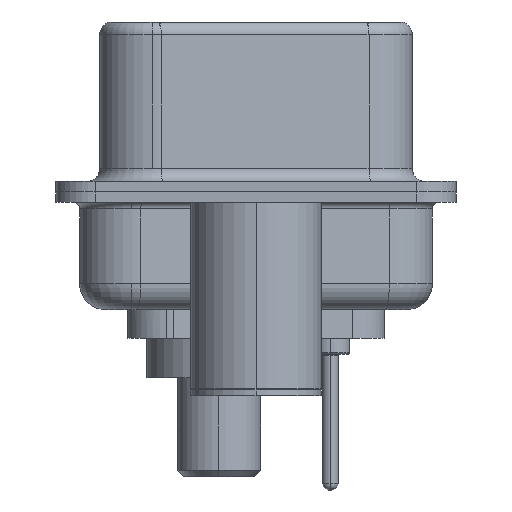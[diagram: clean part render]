
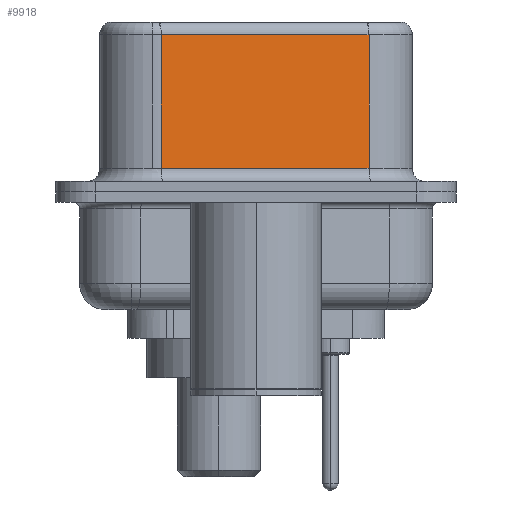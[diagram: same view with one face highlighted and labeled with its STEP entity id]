
A CAD part, left-side view. The second image highlights one B-rep face of the part: STEP entity #9918.
In plain terms, the highlighted planar face has unit normal (-0.985, -0.174, 0).
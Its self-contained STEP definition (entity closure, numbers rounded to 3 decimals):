
#383 = VERTEX_POINT ( 'NONE', #19754 ) ;
#1210 = DIRECTION ( 'NONE',  ( 0.985, 0.174, 0. ) ) ;
#1599 = VERTEX_POINT ( 'NONE', #21794 ) ;
#1876 = LINE ( 'NONE', #7753, #19280 ) ;
#1966 = DIRECTION ( 'NONE',  ( 0.174, -0.985, 0. ) ) ;
#2686 = AXIS2_PLACEMENT_3D ( 'NONE', #6267, #1210, #13027 ) ;
#2987 = ORIENTED_EDGE ( 'NONE', *, *, #9811, .T. ) ;
#3229 = VECTOR ( 'NONE', #15708, 1000. ) ;
#3683 = CARTESIAN_POINT ( 'NONE',  ( 5.132, -4.322, 0.9 ) ) ;
#5605 = EDGE_CURVE ( 'NONE', #383, #17880, #16124, .T. ) ;
#5639 = CARTESIAN_POINT ( 'NONE',  ( 5.132, -4.322, 6.52 ) ) ;
#5645 = EDGE_CURVE ( 'NONE', #383, #1599, #10584, .T. ) ;
#6267 = CARTESIAN_POINT ( 'NONE',  ( 5.132, -4.322, 6.52 ) ) ;
#7753 = CARTESIAN_POINT ( 'NONE',  ( 3.73, 3.628, 6.52 ) ) ;
#7975 = PLANE ( 'NONE',  #2686 ) ;
#9275 = FACE_OUTER_BOUND ( 'NONE', #14602, .T. ) ;
#9546 = EDGE_CURVE ( 'NONE', #10008, #17880, #19551, .T. ) ;
#9811 = EDGE_CURVE ( 'NONE', #1599, #10008, #1876, .T. ) ;
#9918 = ADVANCED_FACE ( 'NONE', ( #9275 ), #7975, .F. ) ;
#10008 = VERTEX_POINT ( 'NONE', #15008 ) ;
#10073 = VECTOR ( 'NONE', #19158, 1000. ) ;
#10584 = LINE ( 'NONE', #17477, #10073 ) ;
#11127 = VECTOR ( 'NONE', #1966, 1000. ) ;
#12920 = ORIENTED_EDGE ( 'NONE', *, *, #9546, .T. ) ;
#13027 = DIRECTION ( 'NONE',  ( -0.174, 0.985, 0. ) ) ;
#13130 = ORIENTED_EDGE ( 'NONE', *, *, #5605, .F. ) ;
#14602 = EDGE_LOOP ( 'NONE', ( #13130, #15891, #2987, #12920 ) ) ;
#14699 = CARTESIAN_POINT ( 'NONE',  ( 5.132, -4.322, 0.9 ) ) ;
#15008 = CARTESIAN_POINT ( 'NONE',  ( 3.73, 3.628, 0.9 ) ) ;
#15708 = DIRECTION ( 'NONE',  ( 0., 0., -1. ) ) ;
#15891 = ORIENTED_EDGE ( 'NONE', *, *, #5645, .T. ) ;
#16124 = LINE ( 'NONE', #5639, #3229 ) ;
#17477 = CARTESIAN_POINT ( 'NONE',  ( 5.132, -4.322, 6.02 ) ) ;
#17880 = VERTEX_POINT ( 'NONE', #14699 ) ;
#19158 = DIRECTION ( 'NONE',  ( -0.174, 0.985, 0. ) ) ;
#19280 = VECTOR ( 'NONE', #19487, 1000. ) ;
#19487 = DIRECTION ( 'NONE',  ( 0., 0., -1. ) ) ;
#19551 = LINE ( 'NONE', #3683, #11127 ) ;
#19754 = CARTESIAN_POINT ( 'NONE',  ( 5.132, -4.322, 6.02 ) ) ;
#21794 = CARTESIAN_POINT ( 'NONE',  ( 3.73, 3.628, 6.02 ) ) ;
